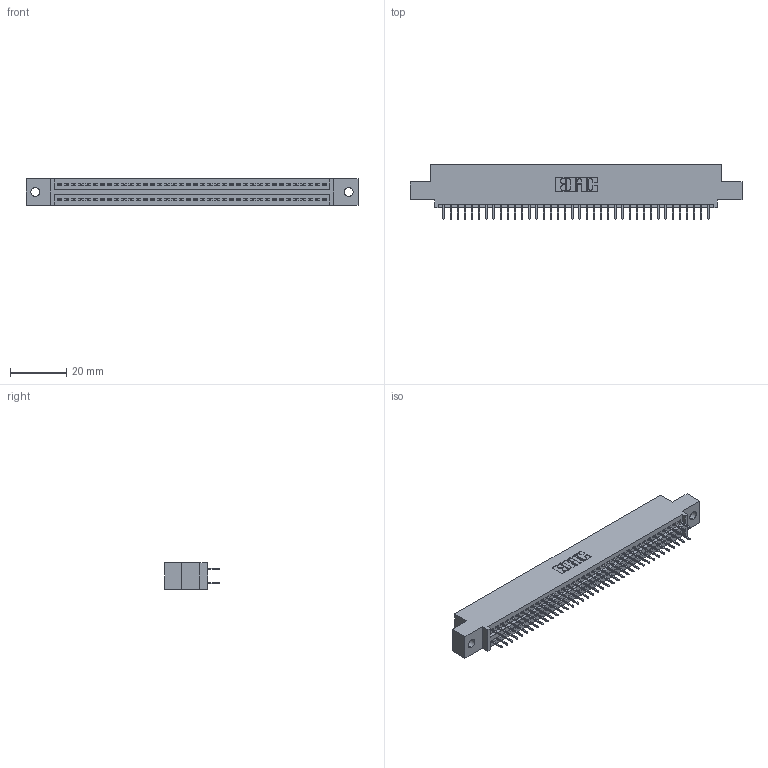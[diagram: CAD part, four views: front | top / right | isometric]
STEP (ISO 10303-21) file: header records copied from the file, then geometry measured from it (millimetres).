
FILE_DESCRIPTION (( 'STEP AP203' ), '1' );
FILE_NAME ('395-076-524-502.STEP', '2019-10-24T16:20:21', ( '' ), ( '' ), 'SwSTEP 2.0', 'SolidWorks 2016', '' );
FILE_SCHEMA (( 'CONFIG_CONTROL_DESIGN' ));
Length unit declared in the file: inch
Products named in the file (3): 345 Part_0.110 Offset - 0.128 Dia; 345-292-001_345-293-124; 395-076-524-502
Assembly tree (77 placements, depth 2):
  395-076-524-502
    345 Part_0.110 Offset - 0.128 Dia
    345-292-001_345-293-124  x76
Bounding box: 117.73 x 19.35 x 9.4 mm (x, y, z)
Volume: 11174.1 mm3; surface area: 15956.3 mm2
Topology: 77 solids, 77 shells, 4234 faces, 11981 edges, 7682 vertices
Faces by surface type: plane 3048, cylinder 1186
Entity records: 30563 total; most frequent: CARTESIAN_POINT 5128, ORIENTED_EDGE 5062, DIRECTION 4527, EDGE_CURVE 2531, VECTOR 2251, LINE 2251, VERTEX_POINT 1682, AXIS2_PLACEMENT_3D 1138
